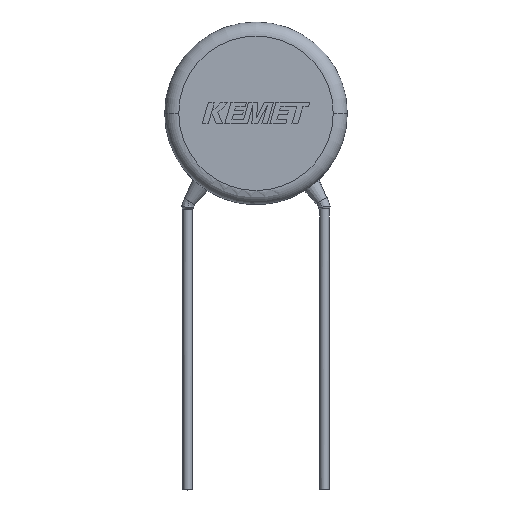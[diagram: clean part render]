
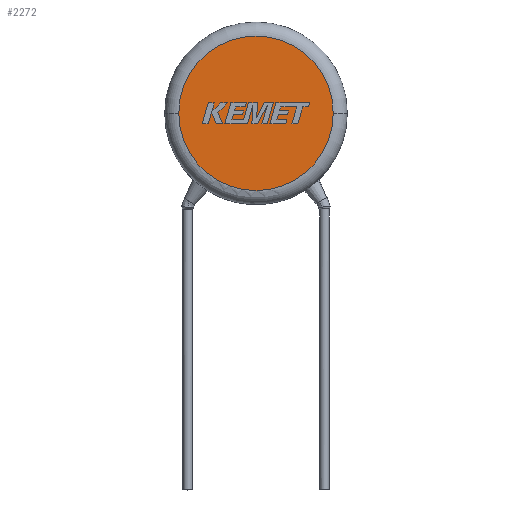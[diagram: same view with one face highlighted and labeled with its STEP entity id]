
A CAD part, top view. The second image highlights one B-rep face of the part: STEP entity #2272.
In plain terms, the highlighted planar face has unit normal (0, 0, 1).
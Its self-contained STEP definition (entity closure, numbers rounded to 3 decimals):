
#8 = DIRECTION ( 'NONE',  ( 0., 0., 1. ) ) ;
#74 = CIRCLE ( 'NONE', #847, 5.5 ) ;
#225 = AXIS2_PLACEMENT_3D ( 'NONE', #1849, #3852, #256 ) ;
#256 = DIRECTION ( 'NONE',  ( 1., 0., 0. ) ) ;
#378 = DIRECTION ( 'NONE',  ( 0., 0., 1. ) ) ;
#847 = AXIS2_PLACEMENT_3D ( 'NONE', #2003, #8, #2321 ) ;
#980 = FACE_OUTER_BOUND ( 'NONE', #3301, .T. ) ;
#1053 = ORIENTED_EDGE ( 'NONE', *, *, #3672, .T. ) ;
#1108 = VERTEX_POINT ( 'NONE', #3342 ) ;
#1137 = VERTEX_POINT ( 'NONE', #2391 ) ;
#1659 = PLANE ( 'NONE',  #3815 ) ;
#1849 = CARTESIAN_POINT ( 'NONE',  ( 0., 0., 5. ) ) ;
#2003 = CARTESIAN_POINT ( 'NONE',  ( 0., 0., 5. ) ) ;
#2157 = CIRCLE ( 'NONE', #225, 5.5 ) ;
#2272 = ADVANCED_FACE ( 'NONE', ( #980 ), #1659, .T. ) ;
#2321 = DIRECTION ( 'NONE',  ( 1., 0., 0. ) ) ;
#2391 = CARTESIAN_POINT ( 'NONE',  ( -5.5, 0., 5. ) ) ;
#2495 = EDGE_CURVE ( 'NONE', #1137, #1108, #2157, .T. ) ;
#3301 = EDGE_LOOP ( 'NONE', ( #1053, #3381 ) ) ;
#3342 = CARTESIAN_POINT ( 'NONE',  ( 5.5, 0., 5. ) ) ;
#3381 = ORIENTED_EDGE ( 'NONE', *, *, #2495, .T. ) ;
#3630 = DIRECTION ( 'NONE',  ( 1., 0., 0. ) ) ;
#3672 = EDGE_CURVE ( 'NONE', #1108, #1137, #74, .T. ) ;
#3815 = AXIS2_PLACEMENT_3D ( 'NONE', #3975, #378, #3630 ) ;
#3852 = DIRECTION ( 'NONE',  ( 0., 0., 1. ) ) ;
#3975 = CARTESIAN_POINT ( 'NONE',  ( 0., 0., 5. ) ) ;
